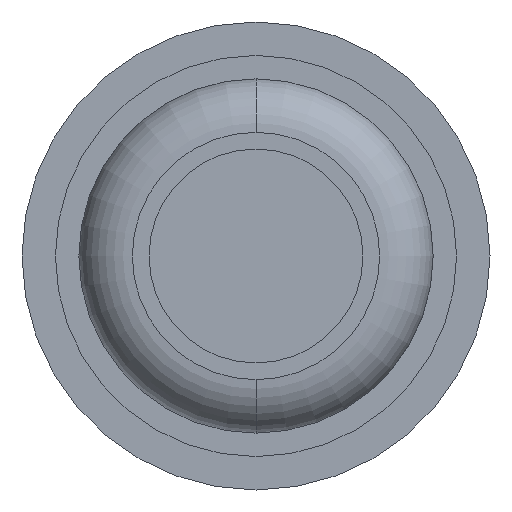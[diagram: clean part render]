
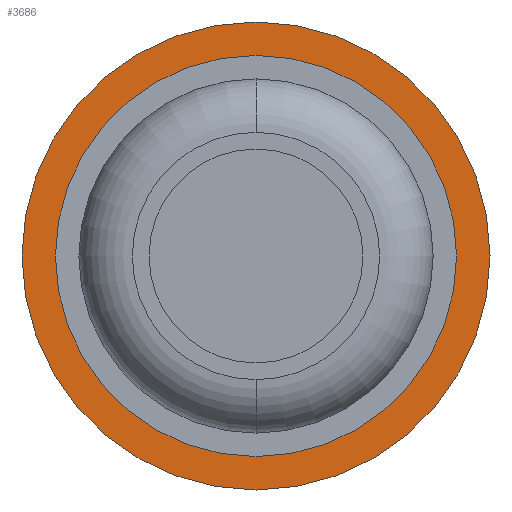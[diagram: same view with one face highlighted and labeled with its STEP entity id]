
A CAD part, front view. The second image highlights one B-rep face of the part: STEP entity #3686.
In plain terms, the highlighted planar face has unit normal (0, -1, 0).
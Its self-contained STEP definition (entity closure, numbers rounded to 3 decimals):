
#29 = CARTESIAN_POINT ( 'NONE',  ( 0., -0.8, 0. ) ) ;
#48 = EDGE_CURVE ( 'Defeature ausgef�hrt1_45+Defeature ausgef�hrt1_44+Defeature ausgef�hrt1_44+Defeature ausgef�hrt1_44', #3451, #921, #1522, .T. ) ;
#132 = PLANE ( 'NONE',  #1021 ) ;
#192 = CARTESIAN_POINT ( 'NONE',  ( -1.75, -0.8, 0. ) ) ;
#331 = FACE_BOUND ( 'NONE', #694, .T. ) ;
#694 = EDGE_LOOP ( 'NONE', ( #1913, #3339 ) ) ;
#835 = EDGE_CURVE ( 'Defeature ausgef�hrt1_46+Defeature ausgef�hrt1_45+Defeature ausgef�hrt1_45+Defeature ausgef�hrt1_45', #1818, #1307, #4560, .T. ) ;
#921 = VERTEX_POINT ( 'NONE', #3626 ) ;
#1021 = AXIS2_PLACEMENT_3D ( 'NONE', #192, #2636, #2571 ) ;
#1122 = CARTESIAN_POINT ( 'NONE',  ( 0., -0.8, 1.75 ) ) ;
#1172 = EDGE_CURVE ( 'Defeature ausgef�hrt1_45+Defeature ausgef�hrt1_44+Defeature ausgef�hrt1_44+Defeature ausgef�hrt1_44', #921, #3451, #2654, .T. ) ;
#1258 = ORIENTED_EDGE ( 'NONE', *, *, #835, .F. ) ;
#1274 = CARTESIAN_POINT ( 'NONE',  ( 0., -0.8, -1.75 ) ) ;
#1307 = VERTEX_POINT ( 'NONE', #1122 ) ;
#1432 = DIRECTION ( 'NONE',  ( 0., 1., 0. ) ) ;
#1522 = CIRCLE ( 'NONE', #1695, 1.5 ) ;
#1695 = AXIS2_PLACEMENT_3D ( 'NONE', #2319, #1947, #3745 ) ;
#1719 = ORIENTED_EDGE ( 'NONE', *, *, #2843, .F. ) ;
#1726 = EDGE_LOOP ( 'NONE', ( #1719, #1258 ) ) ;
#1818 = VERTEX_POINT ( 'NONE', #1274 ) ;
#1913 = ORIENTED_EDGE ( 'NONE', *, *, #1172, .T. ) ;
#1947 = DIRECTION ( 'NONE',  ( 0., 1., 0. ) ) ;
#2319 = CARTESIAN_POINT ( 'NONE',  ( 0., -0.8, 0. ) ) ;
#2354 = DIRECTION ( 'NONE',  ( 0., 1., 0. ) ) ;
#2504 = FACE_OUTER_BOUND ( 'NONE', #1726, .T. ) ;
#2571 = DIRECTION ( 'NONE',  ( 0., 0., -1. ) ) ;
#2636 = DIRECTION ( 'NONE',  ( 0., -1., 0. ) ) ;
#2654 = CIRCLE ( 'NONE', #3177, 1.5 ) ;
#2744 = DIRECTION ( 'NONE',  ( 0., 0., 1. ) ) ;
#2843 = EDGE_CURVE ( 'Defeature ausgef�hrt1_46+Defeature ausgef�hrt1_45+Defeature ausgef�hrt1_45+Defeature ausgef�hrt1_45', #1307, #1818, #3824, .T. ) ;
#3177 = AXIS2_PLACEMENT_3D ( 'NONE', #4176, #2354, #2744 ) ;
#3217 = DIRECTION ( 'NONE',  ( 0., 0., 1. ) ) ;
#3339 = ORIENTED_EDGE ( 'NONE', *, *, #48, .T. ) ;
#3451 = VERTEX_POINT ( 'NONE', #3559 ) ;
#3465 = CARTESIAN_POINT ( 'NONE',  ( 0., -0.8, 0. ) ) ;
#3508 = DIRECTION ( 'NONE',  ( 0., 1., 0. ) ) ;
#3559 = CARTESIAN_POINT ( 'NONE',  ( 0., -0.8, -1.5 ) ) ;
#3626 = CARTESIAN_POINT ( 'NONE',  ( 0., -0.8, 1.5 ) ) ;
#3686 = ADVANCED_FACE ( 'Defeature ausgef�hrt1_45', ( #331, #2504 ), #132, .T. ) ;
#3745 = DIRECTION ( 'NONE',  ( 0., 0., 1. ) ) ;
#3824 = CIRCLE ( 'NONE', #4094, 1.75 ) ;
#3855 = DIRECTION ( 'NONE',  ( 0., 0., 1. ) ) ;
#4094 = AXIS2_PLACEMENT_3D ( 'NONE', #3465, #3508, #3855 ) ;
#4176 = CARTESIAN_POINT ( 'NONE',  ( 0., -0.8, 0. ) ) ;
#4354 = AXIS2_PLACEMENT_3D ( 'NONE', #29, #1432, #3217 ) ;
#4560 = CIRCLE ( 'NONE', #4354, 1.75 ) ;
